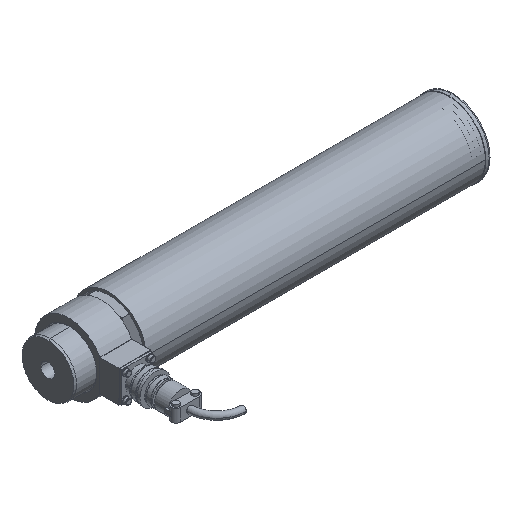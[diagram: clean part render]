
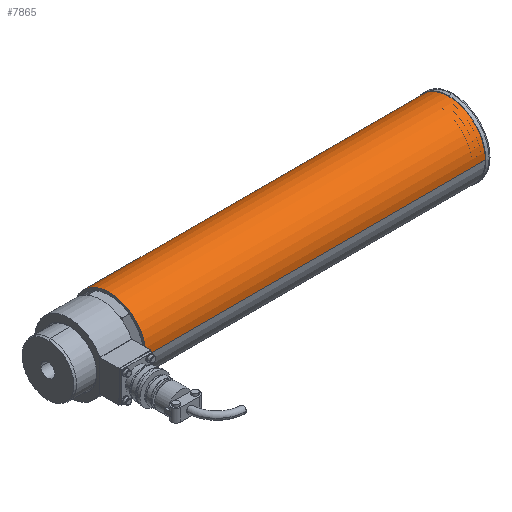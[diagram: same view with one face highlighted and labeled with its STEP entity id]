
A CAD part, isometric view. The second image highlights one B-rep face of the part: STEP entity #7865.
In plain terms, the highlighted cylindrical face has radius 34.5 mm (diameter 69 mm), a partial arc.
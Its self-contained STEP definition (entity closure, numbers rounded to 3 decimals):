
#7805=CARTESIAN_POINT('',(195.,34.5,0.0));
#7806=VERTEX_POINT('',#7805);
#7807=CARTESIAN_POINT('',(-125.,34.5,0.0));
#7808=VERTEX_POINT('',#7807);
#7809=CARTESIAN_POINT('',(195.,34.5,0.0));
#7810=DIRECTION('',(-1.0,0.0,0.0));
#7811=VECTOR('',#7810,320.);
#7812=LINE('',#7809,#7811);
#7813=EDGE_CURVE('',#7806,#7808,#7812,.T.);
#7815=CARTESIAN_POINT('',(195.0,-34.5,0.));
#7816=VERTEX_POINT('',#7815);
#7824=CARTESIAN_POINT('',(-125.,-34.5,0.));
#7825=VERTEX_POINT('',#7824);
#7826=CARTESIAN_POINT('',(195.0,-34.5,0.));
#7827=DIRECTION('',(-1.0,0.0,0.0));
#7828=VECTOR('',#7827,320.);
#7829=LINE('',#7826,#7828);
#7830=EDGE_CURVE('',#7816,#7825,#7829,.T.);
#7842=CARTESIAN_POINT('',(35.,0.0,0.0));
#7843=DIRECTION('',(1.0,0.0,0.0));
#7844=DIRECTION('',(0.0,1.0,0.0));
#7845=AXIS2_PLACEMENT_3D('',#7842,#7843,#7844);
#7846=CYLINDRICAL_SURFACE('',#7845,34.5);
#7847=ORIENTED_EDGE('',*,*,#7813,.T.);
#7848=CARTESIAN_POINT('',(-125.,0.0,0.0));
#7849=DIRECTION('',(1.0,0.0,0.0));
#7850=DIRECTION('',(0.0,1.0,0.0));
#7851=AXIS2_PLACEMENT_3D('',#7848,#7849,#7850);
#7852=CIRCLE('',#7851,34.5);
#7853=EDGE_CURVE('',#7808,#7825,#7852,.T.);
#7854=ORIENTED_EDGE('',*,*,#7853,.T.);
#7855=ORIENTED_EDGE('',*,*,#7830,.F.);
#7856=CARTESIAN_POINT('',(195.0,0.0,0.0));
#7857=DIRECTION('',(1.0,0.0,0.0));
#7858=DIRECTION('',(0.0,1.0,0.0));
#7859=AXIS2_PLACEMENT_3D('',#7856,#7857,#7858);
#7860=CIRCLE('',#7859,34.5);
#7861=EDGE_CURVE('',#7806,#7816,#7860,.T.);
#7862=ORIENTED_EDGE('',*,*,#7861,.F.);
#7863=EDGE_LOOP('',(#7847,#7854,#7855,#7862));
#7864=FACE_OUTER_BOUND('',#7863,.T.);
#7865=ADVANCED_FACE('',(#7864),#7846,.T.);
